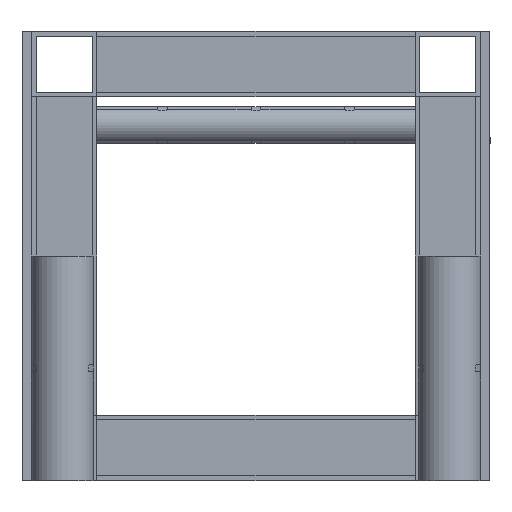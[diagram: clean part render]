
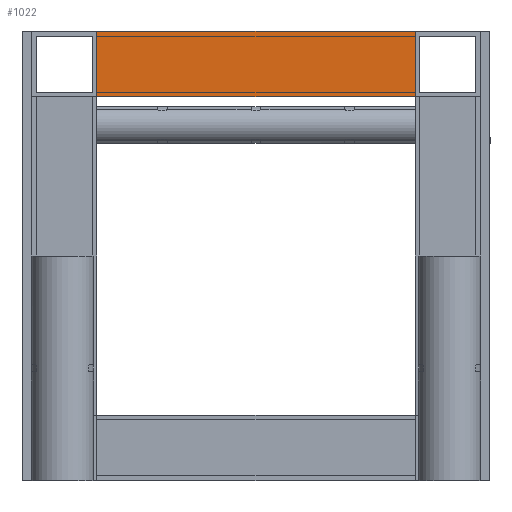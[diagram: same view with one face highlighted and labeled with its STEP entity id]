
A CAD part, front view. The second image highlights one B-rep face of the part: STEP entity #1022.
In plain terms, the highlighted face is planar.
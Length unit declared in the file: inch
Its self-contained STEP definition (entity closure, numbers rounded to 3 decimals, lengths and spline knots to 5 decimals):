
#229=FACE_OUTER_BOUND('',#301,.T.);
#301=EDGE_LOOP('',(#840,#841,#842,#843));
#397=LINE('',#1829,#481);
#407=LINE('',#1849,#491);
#412=LINE('',#1859,#496);
#414=LINE('',#1862,#498);
#481=VECTOR('',#1417,39.37008);
#491=VECTOR('',#1429,39.37008);
#496=VECTOR('',#1436,39.37008);
#498=VECTOR('',#1440,39.37008);
#562=VERTEX_POINT('',#1825);
#564=VERTEX_POINT('',#1828);
#570=VERTEX_POINT('',#1842);
#573=VERTEX_POINT('',#1847);
#661=EDGE_CURVE('',#562,#564,#397,.T.);
#671=EDGE_CURVE('',#570,#573,#407,.T.);
#676=EDGE_CURVE('',#562,#570,#412,.T.);
#678=EDGE_CURVE('',#564,#573,#414,.T.);
#840=ORIENTED_EDGE('',*,*,#671,.T.);
#841=ORIENTED_EDGE('',*,*,#678,.F.);
#842=ORIENTED_EDGE('',*,*,#661,.F.);
#843=ORIENTED_EDGE('',*,*,#676,.T.);
#977=PLANE('',#1252);
#1022=ADVANCED_FACE('',(#229),#977,.F.);
#1252=AXIS2_PLACEMENT_3D('',#1861,#1438,#1439);
#1417=DIRECTION('',(0.,0.,-1.));
#1429=DIRECTION('',(0.,0.,-1.));
#1436=DIRECTION('',(0.,-1.,0.));
#1438=DIRECTION('center_axis',(-1.,0.,0.));
#1439=DIRECTION('ref_axis',(0.,0.,1.));
#1440=DIRECTION('',(0.,-1.,0.));
#1825=CARTESIAN_POINT('',(1.75,10.25,0.));
#1828=CARTESIAN_POINT('',(1.75,10.25,-1.75));
#1829=CARTESIAN_POINT('',(1.75,10.25,-0.875));
#1842=CARTESIAN_POINT('',(1.75,1.75,0.));
#1847=CARTESIAN_POINT('',(1.75,1.75,-1.75));
#1849=CARTESIAN_POINT('',(1.75,1.75,-0.875));
#1859=CARTESIAN_POINT('',(1.75,10.25,0.));
#1861=CARTESIAN_POINT('Origin',(1.75,10.25,-0.875));
#1862=CARTESIAN_POINT('',(1.75,10.25,-1.75));
